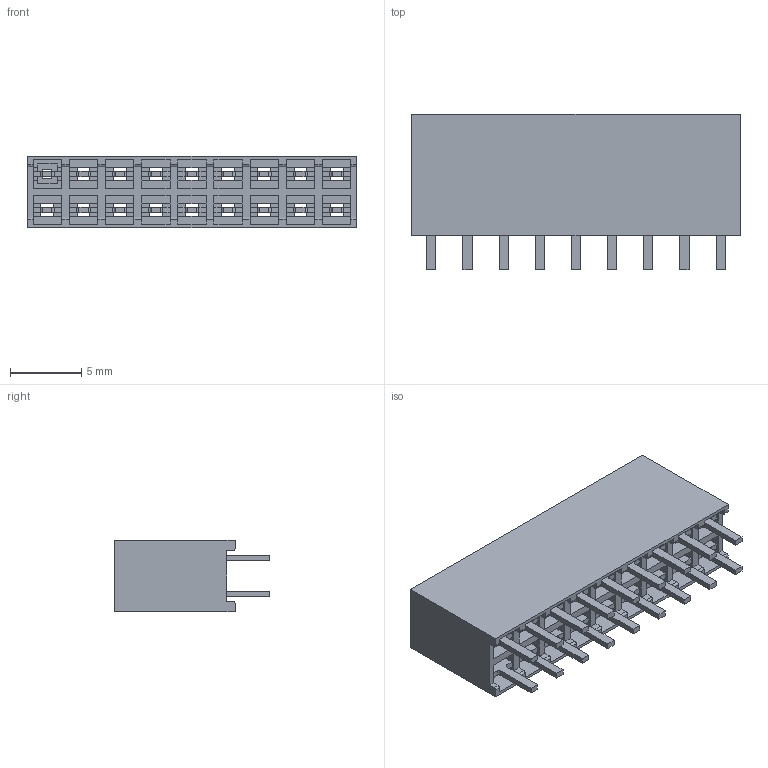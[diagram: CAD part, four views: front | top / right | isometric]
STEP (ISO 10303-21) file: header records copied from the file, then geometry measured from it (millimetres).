
FILE_DESCRIPTION (( 'STEP AP214' ), '1' );
FILE_NAME ('FEMALE_THT_9X2_names.stp', '2022-01-06T12:45:17', ( '' ), ( '' ), 'SwSTEP 2.0', 'SolidWorks 2021', '' );
FILE_SCHEMA (( 'AUTOMOTIVE_DESIGN' ));
Length unit declared in the file: millimetre
Products named in the file (1): FEMALE_THT_9X2_names
Bounding box: 23.11 x 10.95 x 5 mm (x, y, z)
Volume: 422.7 mm3; surface area: 1987.7 mm2
Topology: 1 solids, 1 shells, 530 faces, 1632 edges, 1088 vertices
Faces by surface type: plane 474, cylinder 56
Entity records: 20196 total; most frequent: ORIENTED_EDGE 3264, CARTESIAN_POINT 3251, DIRECTION 2806, EDGE_CURVE 1632, VECTOR 1520, LINE 1520, VERTEX_POINT 1088, AXIS2_PLACEMENT_3D 643
